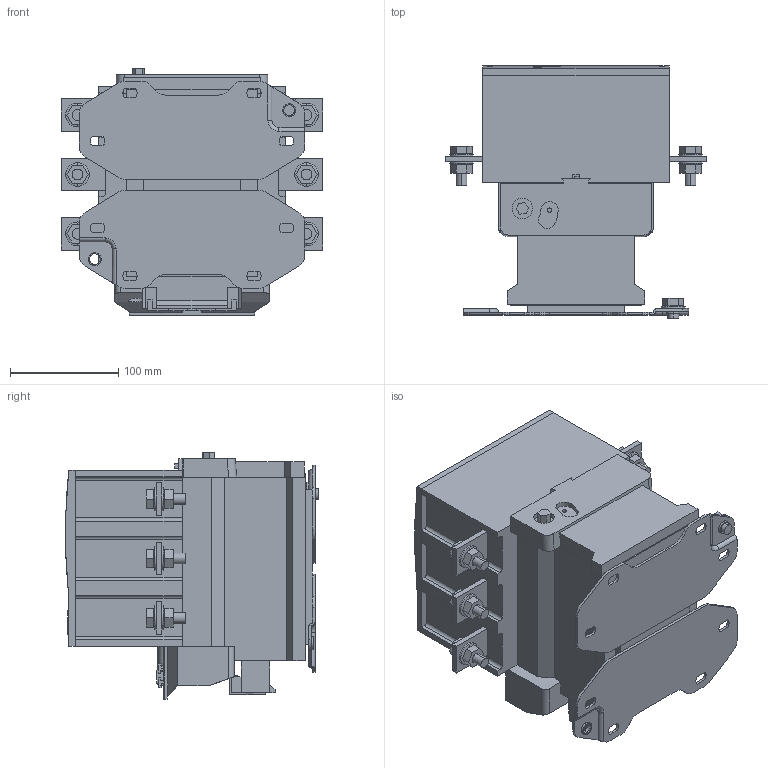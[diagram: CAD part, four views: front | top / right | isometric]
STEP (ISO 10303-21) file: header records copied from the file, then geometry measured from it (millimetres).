
FILE_DESCRIPTION (( 'STEP AP214' ), '1' );
FILE_NAME ('KKT60-500-230-10 Êîíòàêòîð ÊÒÈ-6500 500À 230Â_ÀÑ3 ÈÝÊ.STEP', '2017-12-19T07:09:38', ( '' ), ( '' ), 'SwSTEP 2.0', 'SolidWorks 2014', '' );
FILE_SCHEMA (( 'AUTOMOTIVE_DESIGN' ));
Length unit declared in the file: millimetre
Products named in the file (1): KKT60-500-230-10 Êîíòàêòîð ÊÒÈ-6500  500À  230Â_ÀÑ3 ÈÝÊ
Bounding box: 242 x 233.78 x 228.5 mm (x, y, z)
Volume: 5757961.4 mm3; surface area: 344502 mm2
Topology: 14 solids, 14 shells, 1390 faces, 3688 edges, 2410 vertices
Faces by surface type: plane 893, cylinder 269, bspline 163, cone 52, torus 13
Entity records: 51713 total; most frequent: CARTESIAN_POINT 17750, ORIENTED_EDGE 7376, DIRECTION 6326, EDGE_CURVE 3688, VECTOR 2644, LINE 2644, VERTEX_POINT 2410, AXIS2_PLACEMENT_3D 1841
